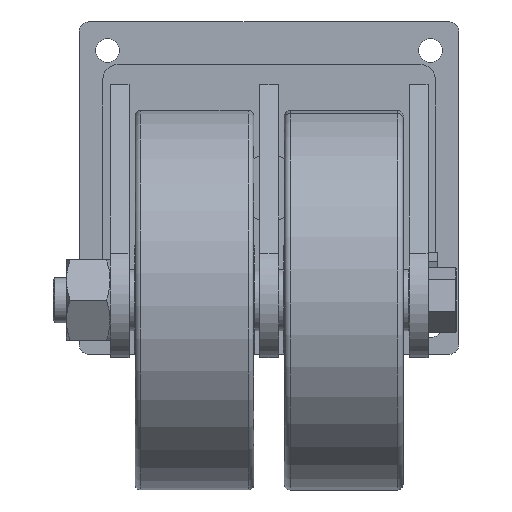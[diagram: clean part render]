
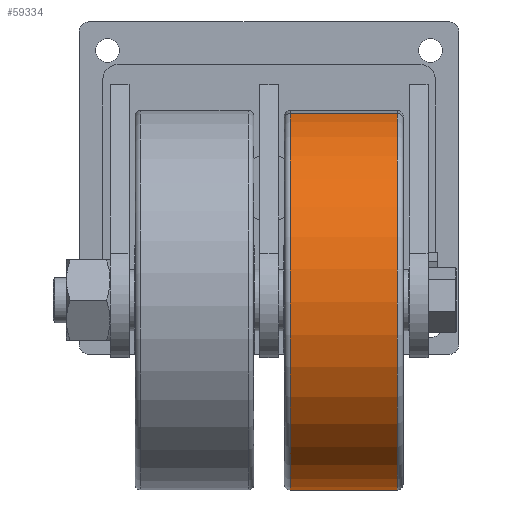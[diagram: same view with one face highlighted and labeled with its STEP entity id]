
A CAD part, front view. The second image highlights one B-rep face of the part: STEP entity #59334.
In plain terms, the highlighted cylindrical face has radius 200 mm (diameter 400 mm), a partial arc.
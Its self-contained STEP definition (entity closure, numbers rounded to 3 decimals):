
#1103 = EDGE_CURVE ( 'NONE', #28852, #34630, #24752, .T. ) ;
#1191 = CIRCLE ( 'NONE', #55994, 200. ) ;
#4434 = AXIS2_PLACEMENT_3D ( 'NONE', #23629, #62187, #33325 ) ;
#7538 = CARTESIAN_POINT ( 'NONE',  ( 78.6, -294.667, 78.621 ) ) ;
#8915 = EDGE_LOOP ( 'NONE', ( #16383, #39196, #39650, #53379 ) ) ;
#14771 = CARTESIAN_POINT ( 'NONE',  ( 22.1, -294.667, 78.621 ) ) ;
#14808 = FACE_OUTER_BOUND ( 'NONE', #8915, .T. ) ;
#15515 = VECTOR ( 'NONE', #46116, 1000. ) ;
#16383 = ORIENTED_EDGE ( 'NONE', *, *, #26141, .F. ) ;
#20439 = DIRECTION ( 'NONE',  ( 0., 0.183, -0.983 ) ) ;
#20811 = VERTEX_POINT ( 'NONE', #14771 ) ;
#21006 = VECTOR ( 'NONE', #41139, 1000. ) ;
#23629 = CARTESIAN_POINT ( 'NONE',  ( 22.1, -258.061, -118. ) ) ;
#24752 = LINE ( 'NONE', #44947, #21006 ) ;
#24834 = CARTESIAN_POINT ( 'NONE',  ( 78.6, -258.061, -118. ) ) ;
#25974 = CARTESIAN_POINT ( 'NONE',  ( 22.1, -221.455, -314.621 ) ) ;
#26141 = EDGE_CURVE ( 'NONE', #20811, #47991, #58500, .T. ) ;
#28852 = VERTEX_POINT ( 'NONE', #25974 ) ;
#29025 = CARTESIAN_POINT ( 'NONE',  ( 135.1, -221.455, -314.621 ) ) ;
#29725 = CARTESIAN_POINT ( 'NONE',  ( 135.1, -258.061, -118. ) ) ;
#32896 = EDGE_CURVE ( 'NONE', #20811, #28852, #35576, .T. ) ;
#33325 = DIRECTION ( 'NONE',  ( 0., 0.183, -0.983 ) ) ;
#34630 = VERTEX_POINT ( 'NONE', #29025 ) ;
#35576 = CIRCLE ( 'NONE', #4434, 200. ) ;
#39196 = ORIENTED_EDGE ( 'NONE', *, *, #32896, .T. ) ;
#39650 = ORIENTED_EDGE ( 'NONE', *, *, #1103, .T. ) ;
#41139 = DIRECTION ( 'NONE',  ( 1., 0., 0. ) ) ;
#41958 = CYLINDRICAL_SURFACE ( 'NONE', #53654, 200. ) ;
#44947 = CARTESIAN_POINT ( 'NONE',  ( 78.6, -221.455, -314.621 ) ) ;
#46116 = DIRECTION ( 'NONE',  ( 1., 0., 0. ) ) ;
#47991 = VERTEX_POINT ( 'NONE', #48869 ) ;
#48869 = CARTESIAN_POINT ( 'NONE',  ( 135.1, -294.667, 78.621 ) ) ;
#53345 = DIRECTION ( 'NONE',  ( 1., 0., 0. ) ) ;
#53379 = ORIENTED_EDGE ( 'NONE', *, *, #57345, .F. ) ;
#53654 = AXIS2_PLACEMENT_3D ( 'NONE', #24834, #58556, #53941 ) ;
#53941 = DIRECTION ( 'NONE',  ( 0., 0.183, -0.983 ) ) ;
#55994 = AXIS2_PLACEMENT_3D ( 'NONE', #29725, #53345, #20439 ) ;
#57345 = EDGE_CURVE ( 'NONE', #47991, #34630, #1191, .T. ) ;
#58500 = LINE ( 'NONE', #7538, #15515 ) ;
#58556 = DIRECTION ( 'NONE',  ( 1., 0., 0. ) ) ;
#59334 = ADVANCED_FACE ( 'NONE', ( #14808 ), #41958, .T. ) ;
#62187 = DIRECTION ( 'NONE',  ( 1., 0., 0. ) ) ;
